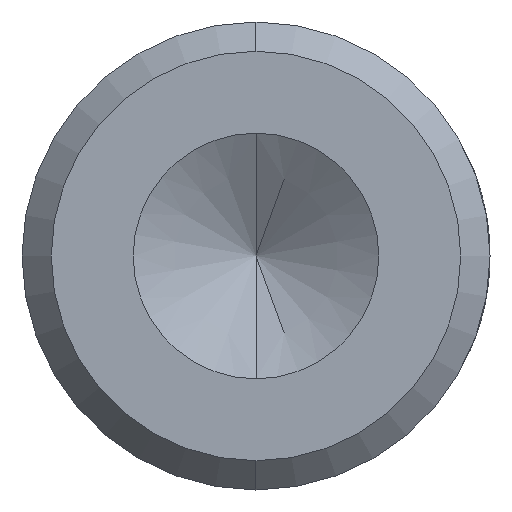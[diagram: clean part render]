
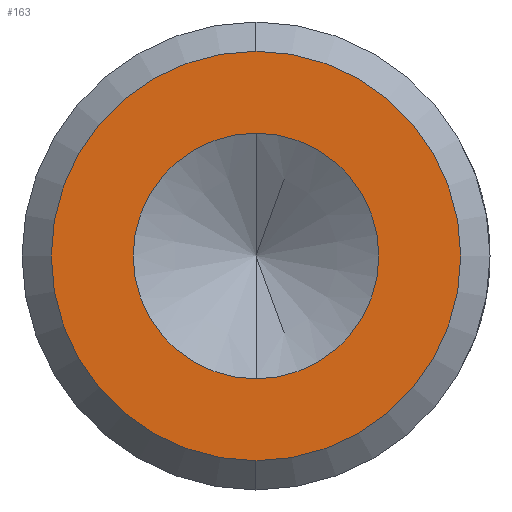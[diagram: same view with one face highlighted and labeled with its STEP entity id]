
A CAD part, left-side view. The second image highlights one B-rep face of the part: STEP entity #163.
In plain terms, the highlighted planar face has unit normal (-1, 0, 0).
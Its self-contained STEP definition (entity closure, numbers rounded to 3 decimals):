
#37 = CIRCLE ( 'NONE', #599, 3.501 ) ;
#41 = CARTESIAN_POINT ( 'NONE',  ( 0., 0., 0. ) ) ;
#44 = FACE_BOUND ( 'NONE', #1216, .T. ) ;
#70 = DIRECTION ( 'NONE',  ( 0., 0., 1. ) ) ;
#76 = DIRECTION ( 'NONE',  ( -1., 0., 0. ) ) ;
#153 = DIRECTION ( 'NONE',  ( 0., 0., 1. ) ) ;
#157 = AXIS2_PLACEMENT_3D ( 'NONE', #628, #1290, #723 ) ;
#162 = ORIENTED_EDGE ( 'NONE', *, *, #584, .F. ) ;
#163 = ADVANCED_FACE ( 'NONE', ( #602, #44 ), #299, .T. ) ;
#175 = CIRCLE ( 'NONE', #859, 2.1 ) ;
#231 = CARTESIAN_POINT ( 'NONE',  ( 0., 0., 0. ) ) ;
#285 = ORIENTED_EDGE ( 'NONE', *, *, #1035, .F. ) ;
#299 = PLANE ( 'NONE',  #693 ) ;
#304 = AXIS2_PLACEMENT_3D ( 'NONE', #231, #906, #336 ) ;
#317 = CARTESIAN_POINT ( 'NONE',  ( 0., 0., 3.501 ) ) ;
#336 = DIRECTION ( 'NONE',  ( 0., 0., 1. ) ) ;
#363 = ORIENTED_EDGE ( 'NONE', *, *, #427, .T. ) ;
#365 = VERTEX_POINT ( 'NONE', #1005 ) ;
#380 = VERTEX_POINT ( 'NONE', #529 ) ;
#427 = EDGE_CURVE ( 'NONE', #1083, #380, #37, .T. ) ;
#503 = CIRCLE ( 'NONE', #157, 2.1 ) ;
#529 = CARTESIAN_POINT ( 'NONE',  ( 0., 0., -3.501 ) ) ;
#584 = EDGE_CURVE ( 'NONE', #624, #365, #503, .T. ) ;
#598 = ORIENTED_EDGE ( 'NONE', *, *, #654, .T. ) ;
#599 = AXIS2_PLACEMENT_3D ( 'NONE', #41, #761, #153 ) ;
#602 = FACE_OUTER_BOUND ( 'NONE', #685, .T. ) ;
#610 = CARTESIAN_POINT ( 'NONE',  ( 0., 0., 0. ) ) ;
#624 = VERTEX_POINT ( 'NONE', #1002 ) ;
#628 = CARTESIAN_POINT ( 'NONE',  ( 0., 0., 0. ) ) ;
#654 = EDGE_CURVE ( 'NONE', #380, #1083, #943, .T. ) ;
#685 = EDGE_LOOP ( 'NONE', ( #598, #363 ) ) ;
#693 = AXIS2_PLACEMENT_3D ( 'NONE', #698, #76, #70 ) ;
#698 = CARTESIAN_POINT ( 'NONE',  ( 0., 0., 0. ) ) ;
#708 = DIRECTION ( 'NONE',  ( 0., 0., 1. ) ) ;
#723 = DIRECTION ( 'NONE',  ( 0., 0., 1. ) ) ;
#761 = DIRECTION ( 'NONE',  ( -1., 0., 0. ) ) ;
#859 = AXIS2_PLACEMENT_3D ( 'NONE', #610, #1272, #708 ) ;
#906 = DIRECTION ( 'NONE',  ( -1., 0., 0. ) ) ;
#943 = CIRCLE ( 'NONE', #304, 3.501 ) ;
#1002 = CARTESIAN_POINT ( 'NONE',  ( 0., 0., 2.1 ) ) ;
#1005 = CARTESIAN_POINT ( 'NONE',  ( 0., 0., -2.1 ) ) ;
#1035 = EDGE_CURVE ( 'NONE', #365, #624, #175, .T. ) ;
#1083 = VERTEX_POINT ( 'NONE', #317 ) ;
#1216 = EDGE_LOOP ( 'NONE', ( #162, #285 ) ) ;
#1272 = DIRECTION ( 'NONE',  ( -1., 0., 0. ) ) ;
#1290 = DIRECTION ( 'NONE',  ( -1., 0., 0. ) ) ;
